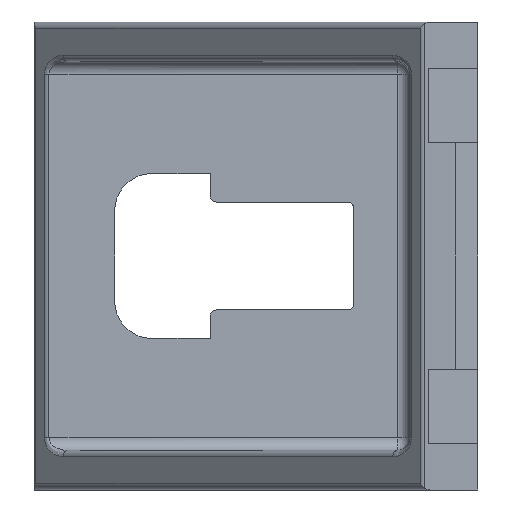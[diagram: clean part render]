
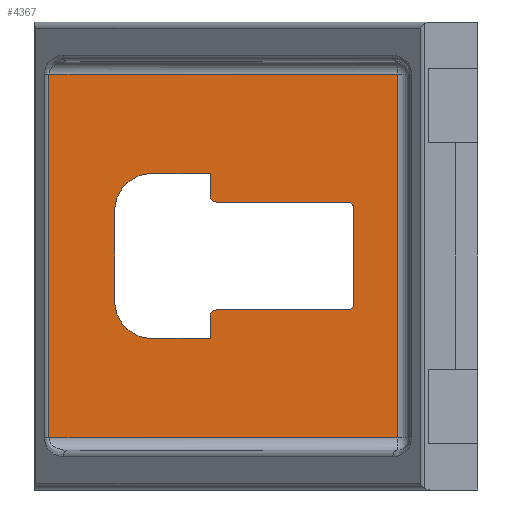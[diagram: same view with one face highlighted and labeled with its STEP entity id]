
A CAD part, left-side view. The second image highlights one B-rep face of the part: STEP entity #4367.
In plain terms, the highlighted planar face has unit normal (-1, 0, 0).
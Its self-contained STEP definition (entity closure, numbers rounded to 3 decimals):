
#40=FACE_BOUND('',#1555,.T.);
#85=PLANE('',#4879);
#427=LINE('',#7832,#806);
#430=LINE('',#7839,#809);
#431=LINE('',#7843,#810);
#432=LINE('',#7844,#811);
#433=LINE('',#7849,#812);
#434=LINE('',#7851,#813);
#435=LINE('',#7855,#814);
#436=LINE('',#7859,#815);
#437=LINE('',#7861,#816);
#438=LINE('',#7865,#817);
#439=LINE('',#7869,#818);
#440=LINE('',#7872,#819);
#806=VECTOR('',#6094,10.);
#809=VECTOR('',#6101,10.);
#810=VECTOR('',#6106,10.);
#811=VECTOR('',#6107,10.);
#812=VECTOR('',#6110,10.);
#813=VECTOR('',#6111,10.);
#814=VECTOR('',#6114,10.);
#815=VECTOR('',#6117,10.);
#816=VECTOR('',#6118,10.);
#817=VECTOR('',#6121,10.);
#818=VECTOR('',#6124,10.);
#819=VECTOR('',#6127,10.);
#1289=FACE_OUTER_BOUND('',#1554,.T.);
#1554=EDGE_LOOP('',(#3784,#3785,#3786,#3787));
#1555=EDGE_LOOP('',(#3788,#3789,#3790,#3791,#3792,#3793,#3794,#3795,#3796,
#3797,#3798,#3799,#3800,#3801));
#1788=CIRCLE('',#4880,0.5);
#1789=CIRCLE('',#4881,3.);
#1790=CIRCLE('',#4882,3.);
#1791=CIRCLE('',#4883,0.5);
#1792=CIRCLE('',#4884,0.5);
#1793=CIRCLE('',#4885,0.5);
#2143=VERTEX_POINT('',#7730);
#2150=VERTEX_POINT('',#7828);
#2152=VERTEX_POINT('',#7838);
#2153=VERTEX_POINT('',#7842);
#2154=VERTEX_POINT('',#7845);
#2155=VERTEX_POINT('',#7846);
#2156=VERTEX_POINT('',#7848);
#2157=VERTEX_POINT('',#7850);
#2158=VERTEX_POINT('',#7852);
#2159=VERTEX_POINT('',#7854);
#2160=VERTEX_POINT('',#7856);
#2161=VERTEX_POINT('',#7858);
#2162=VERTEX_POINT('',#7860);
#2163=VERTEX_POINT('',#7862);
#2164=VERTEX_POINT('',#7864);
#2165=VERTEX_POINT('',#7866);
#2166=VERTEX_POINT('',#7868);
#2167=VERTEX_POINT('',#7870);
#2736=EDGE_CURVE('',#2143,#2150,#427,.T.);
#2739=EDGE_CURVE('',#2150,#2152,#430,.T.);
#2741=EDGE_CURVE('',#2153,#2143,#431,.T.);
#2742=EDGE_CURVE('',#2152,#2153,#432,.T.);
#2743=EDGE_CURVE('',#2154,#2155,#1788,.T.);
#2744=EDGE_CURVE('',#2154,#2156,#433,.T.);
#2745=EDGE_CURVE('',#2156,#2157,#434,.T.);
#2746=EDGE_CURVE('',#2158,#2157,#1789,.T.);
#2747=EDGE_CURVE('',#2158,#2159,#435,.T.);
#2748=EDGE_CURVE('',#2160,#2159,#1790,.T.);
#2749=EDGE_CURVE('',#2160,#2161,#436,.T.);
#2750=EDGE_CURVE('',#2161,#2162,#437,.T.);
#2751=EDGE_CURVE('',#2163,#2162,#1791,.T.);
#2752=EDGE_CURVE('',#2163,#2164,#438,.T.);
#2753=EDGE_CURVE('',#2165,#2164,#1792,.T.);
#2754=EDGE_CURVE('',#2165,#2166,#439,.T.);
#2755=EDGE_CURVE('',#2167,#2166,#1793,.T.);
#2756=EDGE_CURVE('',#2167,#2155,#440,.T.);
#3784=ORIENTED_EDGE('',*,*,#2736,.F.);
#3785=ORIENTED_EDGE('',*,*,#2741,.F.);
#3786=ORIENTED_EDGE('',*,*,#2742,.F.);
#3787=ORIENTED_EDGE('',*,*,#2739,.F.);
#3788=ORIENTED_EDGE('',*,*,#2743,.F.);
#3789=ORIENTED_EDGE('',*,*,#2744,.T.);
#3790=ORIENTED_EDGE('',*,*,#2745,.T.);
#3791=ORIENTED_EDGE('',*,*,#2746,.F.);
#3792=ORIENTED_EDGE('',*,*,#2747,.T.);
#3793=ORIENTED_EDGE('',*,*,#2748,.F.);
#3794=ORIENTED_EDGE('',*,*,#2749,.T.);
#3795=ORIENTED_EDGE('',*,*,#2750,.T.);
#3796=ORIENTED_EDGE('',*,*,#2751,.F.);
#3797=ORIENTED_EDGE('',*,*,#2752,.T.);
#3798=ORIENTED_EDGE('',*,*,#2753,.F.);
#3799=ORIENTED_EDGE('',*,*,#2754,.T.);
#3800=ORIENTED_EDGE('',*,*,#2755,.F.);
#3801=ORIENTED_EDGE('',*,*,#2756,.T.);
#4367=ADVANCED_FACE('',(#1289,#40),#85,.F.);
#4879=AXIS2_PLACEMENT_3D('',#7841,#6104,#6105);
#4880=AXIS2_PLACEMENT_3D('',#7847,#6108,#6109);
#4881=AXIS2_PLACEMENT_3D('',#7853,#6112,#6113);
#4882=AXIS2_PLACEMENT_3D('',#7857,#6115,#6116);
#4883=AXIS2_PLACEMENT_3D('',#7863,#6119,#6120);
#4884=AXIS2_PLACEMENT_3D('',#7867,#6122,#6123);
#4885=AXIS2_PLACEMENT_3D('',#7871,#6125,#6126);
#6094=DIRECTION('',(0.,0.,1.));
#6101=DIRECTION('',(0.,-1.,0.));
#6104=DIRECTION('center_axis',(1.,0.,0.));
#6105=DIRECTION('ref_axis',(0.,1.,0.));
#6106=DIRECTION('',(0.,1.,0.));
#6107=DIRECTION('',(0.,0.,-1.));
#6108=DIRECTION('center_axis',(1.,0.,0.));
#6109=DIRECTION('ref_axis',(0.,0.707,0.707));
#6110=DIRECTION('',(0.,0.,-1.));
#6111=DIRECTION('',(0.,1.,0.));
#6112=DIRECTION('center_axis',(-1.,0.,0.));
#6113=DIRECTION('ref_axis',(0.,0.707,-0.707));
#6114=DIRECTION('',(0.,0.,1.));
#6115=DIRECTION('center_axis',(-1.,0.,0.));
#6116=DIRECTION('ref_axis',(0.,0.707,0.707));
#6117=DIRECTION('',(0.,-1.,0.));
#6118=DIRECTION('',(0.,0.,-1.));
#6119=DIRECTION('center_axis',(1.,0.,0.));
#6120=DIRECTION('ref_axis',(0.,0.707,-0.707));
#6121=DIRECTION('',(0.,-1.,0.));
#6122=DIRECTION('center_axis',(-1.,0.,0.));
#6123=DIRECTION('ref_axis',(0.,-0.707,0.707));
#6124=DIRECTION('',(0.,0.,-1.));
#6125=DIRECTION('center_axis',(-1.,0.,0.));
#6126=DIRECTION('ref_axis',(0.,-0.707,-0.707));
#6127=DIRECTION('',(0.,1.,0.));
#7730=CARTESIAN_POINT('',(-5.5,34.603,-14.68));
#7828=CARTESIAN_POINT('',(-5.5,34.603,14.68));
#7832=CARTESIAN_POINT('',(-5.5,34.603,-0.023));
#7838=CARTESIAN_POINT('',(-5.5,6.5,14.68));
#7839=CARTESIAN_POINT('',(-5.5,13.075,14.68));
#7841=CARTESIAN_POINT('Origin',(-5.5,5.5,0.));
#7842=CARTESIAN_POINT('',(-5.5,6.5,-14.68));
#7843=CARTESIAN_POINT('',(-5.5,13.075,-14.68));
#7844=CARTESIAN_POINT('',(-5.5,6.5,0.));
#7845=CARTESIAN_POINT('',(-5.5,21.6,-4.85));
#7846=CARTESIAN_POINT('',(-5.5,21.1,-4.35));
#7847=CARTESIAN_POINT('Origin',(-5.5,21.1,-4.85));
#7848=CARTESIAN_POINT('',(-5.5,21.6,-6.65));
#7849=CARTESIAN_POINT('',(-5.5,21.6,-3.325));
#7850=CARTESIAN_POINT('',(-5.5,26.3,-6.65));
#7851=CARTESIAN_POINT('',(-5.5,17.4,-6.65));
#7852=CARTESIAN_POINT('',(-5.5,29.3,-3.65));
#7853=CARTESIAN_POINT('Origin',(-5.5,26.3,-3.65));
#7854=CARTESIAN_POINT('',(-5.5,29.3,3.65));
#7855=CARTESIAN_POINT('',(-5.5,29.3,3.325));
#7856=CARTESIAN_POINT('',(-5.5,26.3,6.65));
#7857=CARTESIAN_POINT('Origin',(-5.5,26.3,3.65));
#7858=CARTESIAN_POINT('',(-5.5,21.6,6.65));
#7859=CARTESIAN_POINT('',(-5.5,13.55,6.65));
#7860=CARTESIAN_POINT('',(-5.5,21.6,4.85));
#7861=CARTESIAN_POINT('',(-5.5,21.6,2.175));
#7862=CARTESIAN_POINT('',(-5.5,21.1,4.35));
#7863=CARTESIAN_POINT('Origin',(-5.5,21.1,4.85));
#7864=CARTESIAN_POINT('',(-5.5,10.5,4.35));
#7865=CARTESIAN_POINT('',(-5.5,7.75,4.35));
#7866=CARTESIAN_POINT('',(-5.5,10.,3.85));
#7867=CARTESIAN_POINT('Origin',(-5.5,10.5,3.85));
#7868=CARTESIAN_POINT('',(-5.5,10.,-3.85));
#7869=CARTESIAN_POINT('',(-5.5,10.,-2.175));
#7870=CARTESIAN_POINT('',(-5.5,10.5,-4.35));
#7871=CARTESIAN_POINT('Origin',(-5.5,10.5,-3.85));
#7872=CARTESIAN_POINT('',(-5.5,13.55,-4.35));
